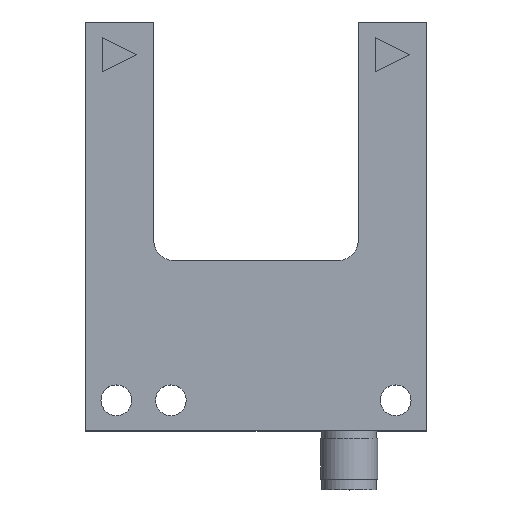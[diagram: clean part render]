
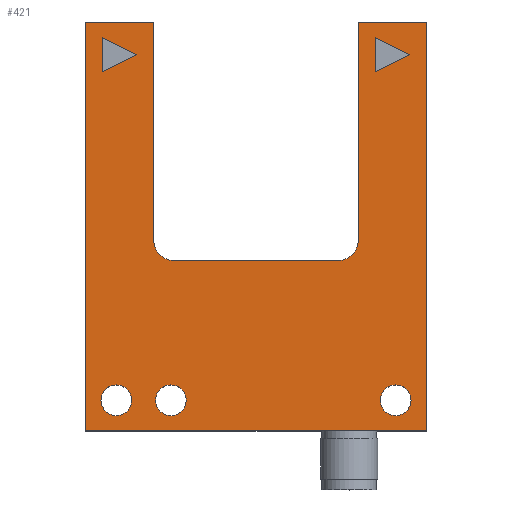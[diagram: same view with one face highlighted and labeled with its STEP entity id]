
A CAD part, top view. The second image highlights one B-rep face of the part: STEP entity #421.
In plain terms, the highlighted planar face has unit normal (0, 0, 1).
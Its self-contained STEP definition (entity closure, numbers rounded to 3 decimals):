
#165=EDGE_CURVE('',#463,#399,#464,.T.);
#167=EDGE_CURVE('',#466,#341,#467,.T.);
#175=VERTEX_POINT('',#478);
#179=EDGE_CURVE('',#483,#309,#484,.T.);
#183=EDGE_CURVE('',#225,#383,#489,.T.);
#187=EDGE_CURVE('',#255,#365,#494,.T.);
#213=EDGE_CURVE('',#423,#405,#526,.T.);
#225=VERTEX_POINT('',#544);
#241=EDGE_CURVE('',#281,#564,#565,.T.);
#245=EDGE_CURVE('',#405,#175,#569,.T.);
#255=VERTEX_POINT('',#581);
#263=VERTEX_POINT('',#591);
#273=EDGE_CURVE('',#309,#483,#603,.T.);
#281=VERTEX_POINT('',#613);
#291=EDGE_CURVE('',#564,#225,#626,.T.);
#297=EDGE_CURVE('',#263,#255,#633,.T.);
#309=VERTEX_POINT('',#650);
#317=EDGE_CURVE('',#383,#263,#660,.T.);
#321=EDGE_CURVE('',#345,#281,#664,.T.);
#341=VERTEX_POINT('',#687);
#345=VERTEX_POINT('',#691);
#359=EDGE_CURVE('',#341,#466,#708,.T.);
#365=VERTEX_POINT('',#719);
#383=VERTEX_POINT('',#742);
#399=VERTEX_POINT('',#759);
#405=VERTEX_POINT('',#766);
#421=ADVANCED_FACE('',(#785,#786,#787,#788,#789,#790),#791,.T.);
#423=VERTEX_POINT('',#793);
#425=EDGE_CURVE('',#175,#795,#796,.T.);
#439=EDGE_CURVE('',#365,#423,#815,.T.);
#441=EDGE_CURVE('',#399,#463,#817,.T.);
#445=EDGE_CURVE('',#795,#345,#821,.T.);
#463=VERTEX_POINT('',#830);
#464=CIRCLE('',#831,2.25);
#466=VERTEX_POINT('',#834);
#467=CIRCLE('',#835,2.25);
#478=CARTESIAN_POINT('',(-15.0,2.326,5.));
#483=VERTEX_POINT('',#854);
#484=CIRCLE('',#855,2.25);
#489=LINE('',#862,#863);
#494=LINE('',#870,#871);
#526=LINE('',#912,#913);
#544=CARTESIAN_POINT('',(15.0,2.326,5.));
#564=VERTEX_POINT('',#957);
#565=CIRCLE('',#958,3.0);
#569=LINE('',#963,#964);
#581=CARTESIAN_POINT('',(25.0,-25.674,5.));
#591=CARTESIAN_POINT('',(25.0,34.326,5.));
#603=CIRCLE('',#1005,2.25);
#613=CARTESIAN_POINT('',(12.0,-0.674,5.));
#626=CIRCLE('',#1033,3.0);
#633=LINE('',#1043,#1044);
#650=CARTESIAN_POINT('',(18.25,-21.174,5.));
#660=LINE('',#1074,#1075);
#664=LINE('',#1081,#1082);
#687=CARTESIAN_POINT('',(-22.75,-21.174,5.));
#691=CARTESIAN_POINT('',(-12.0,-0.674,5.));
#708=CIRCLE('',#1135,2.25);
#719=CARTESIAN_POINT('',(-25.0,-25.674,5.));
#742=CARTESIAN_POINT('',(15.0,34.326,5.));
#759=CARTESIAN_POINT('',(-14.75,-21.174,5.));
#766=CARTESIAN_POINT('',(-15.0,34.326,5.));
#785=FACE_BOUND('',#1228,.T.);
#786=FACE_BOUND('',#1229,.T.);
#787=FACE_OUTER_BOUND('',#1230,.T.);
#788=FACE_BOUND('',#1231,.T.);
#789=FACE_BOUND('',#1232,.T.);
#790=FACE_BOUND('',#1233,.T.);
#791=PLANE('',#1234);
#793=CARTESIAN_POINT('',(-25.0,34.326,5.));
#795=VERTEX_POINT('',#1239);
#796=CIRCLE('',#1240,3.0);
#815=LINE('',#1261,#1262);
#817=CIRCLE('',#1265,2.25);
#821=CIRCLE('',#1272,3.0);
#830=CARTESIAN_POINT('',(-10.25,-21.174,5.));
#831=AXIS2_PLACEMENT_3D('',#1274,#1275,#1276);
#834=CARTESIAN_POINT('',(-18.25,-21.174,5.));
#835=AXIS2_PLACEMENT_3D('',#1277,#1278,#1279);
#854=CARTESIAN_POINT('',(22.75,-21.174,5.));
#855=AXIS2_PLACEMENT_3D('',#1302,#1303,#1304);
#862=CARTESIAN_POINT('',(15.0,2.326,5.));
#863=VECTOR('',#1308,1.0);
#870=CARTESIAN_POINT('',(25.0,-25.674,5.));
#871=VECTOR('',#1312,1.0);
#912=CARTESIAN_POINT('',(-25.0,34.326,5.));
#913=VECTOR('',#1360,1.0);
#957=CARTESIAN_POINT('',(14.121,0.205,5.));
#958=AXIS2_PLACEMENT_3D('',#1426,#1427,#1428);
#963=CARTESIAN_POINT('',(-15.0,34.326,5.));
#964=VECTOR('',#1429,1.0);
#1005=AXIS2_PLACEMENT_3D('',#1468,#1469,#1470);
#1033=AXIS2_PLACEMENT_3D('',#1502,#1503,#1504);
#1043=CARTESIAN_POINT('',(25.0,34.326,5.));
#1044=VECTOR('',#1514,1.0);
#1074=CARTESIAN_POINT('',(15.0,34.326,5.));
#1075=VECTOR('',#1561,1.0);
#1081=CARTESIAN_POINT('',(-12.0,-0.674,5.));
#1082=VECTOR('',#1565,1.0);
#1135=AXIS2_PLACEMENT_3D('',#1622,#1623,#1624);
#1228=EDGE_LOOP('',(#1738,#1739,#1740));
#1229=EDGE_LOOP('',(#1741,#1742,#1743));
#1230=EDGE_LOOP('',(#1744,#1745,#1746,#1747,#1748,#1749,#1750,#1751,#1752,#1753,#1754,#1755));
#1231=EDGE_LOOP('',(#1756,#1757));
#1232=EDGE_LOOP('',(#1758,#1759));
#1233=EDGE_LOOP('',(#1760,#1761));
#1234=AXIS2_PLACEMENT_3D('',#1762,#1763,#1764);
#1239=CARTESIAN_POINT('',(-14.121,0.205,5.));
#1240=AXIS2_PLACEMENT_3D('',#1765,#1766,#1767);
#1261=CARTESIAN_POINT('',(-25.0,-25.674,5.));
#1262=VECTOR('',#1799,1.0);
#1265=AXIS2_PLACEMENT_3D('',#1800,#1801,#1802);
#1272=AXIS2_PLACEMENT_3D('',#1804,#1805,#1806);
#1274=CARTESIAN_POINT('',(-12.5,-21.174,5.));
#1275=DIRECTION('',(0.0,0.0,-1.0));
#1276=DIRECTION('',(1.0,0.0,0.0));
#1277=CARTESIAN_POINT('',(-20.5,-21.174,5.));
#1278=DIRECTION('',(0.0,0.0,-1.0));
#1279=DIRECTION('',(1.0,0.0,0.0));
#1302=CARTESIAN_POINT('',(20.5,-21.174,5.));
#1303=DIRECTION('',(0.0,0.0,-1.0));
#1304=DIRECTION('',(1.0,0.0,0.0));
#1308=DIRECTION('',(0.0,1.0,0.0));
#1312=DIRECTION('',(-1.0,0.0,0.0));
#1360=DIRECTION('',(1.0,0.0,0.0));
#1426=CARTESIAN_POINT('',(12.0,2.326,5.));
#1427=DIRECTION('',(0.0,0.0,1.0));
#1428=DIRECTION('',(0.707,-0.707,0.0));
#1429=DIRECTION('',(0.0,-1.0,0.0));
#1468=CARTESIAN_POINT('',(20.5,-21.174,5.));
#1469=DIRECTION('',(0.0,0.0,-1.0));
#1470=DIRECTION('',(1.0,0.0,0.0));
#1502=CARTESIAN_POINT('',(12.0,2.326,5.));
#1503=DIRECTION('',(0.0,0.0,1.0));
#1504=DIRECTION('',(0.707,-0.707,0.0));
#1514=DIRECTION('',(0.0,-1.0,0.0));
#1561=DIRECTION('',(1.0,0.0,0.0));
#1565=DIRECTION('',(1.0,0.0,0.0));
#1622=CARTESIAN_POINT('',(-20.5,-21.174,5.));
#1623=DIRECTION('',(0.0,0.0,-1.0));
#1624=DIRECTION('',(1.0,0.0,0.0));
#1738=ORIENTED_EDGE('',*,*,#1820,.T.);
#1739=ORIENTED_EDGE('',*,*,#1893,.T.);
#1740=ORIENTED_EDGE('',*,*,#1815,.T.);
#1741=ORIENTED_EDGE('',*,*,#1877,.T.);
#1742=ORIENTED_EDGE('',*,*,#1850,.T.);
#1743=ORIENTED_EDGE('',*,*,#1887,.T.);
#1744=ORIENTED_EDGE('',*,*,#213,.F.);
#1745=ORIENTED_EDGE('',*,*,#439,.F.);
#1746=ORIENTED_EDGE('',*,*,#187,.F.);
#1747=ORIENTED_EDGE('',*,*,#297,.F.);
#1748=ORIENTED_EDGE('',*,*,#317,.F.);
#1749=ORIENTED_EDGE('',*,*,#183,.F.);
#1750=ORIENTED_EDGE('',*,*,#291,.F.);
#1751=ORIENTED_EDGE('',*,*,#241,.F.);
#1752=ORIENTED_EDGE('',*,*,#321,.F.);
#1753=ORIENTED_EDGE('',*,*,#445,.F.);
#1754=ORIENTED_EDGE('',*,*,#425,.F.);
#1755=ORIENTED_EDGE('',*,*,#245,.F.);
#1756=ORIENTED_EDGE('',*,*,#273,.T.);
#1757=ORIENTED_EDGE('',*,*,#179,.T.);
#1758=ORIENTED_EDGE('',*,*,#441,.T.);
#1759=ORIENTED_EDGE('',*,*,#165,.T.);
#1760=ORIENTED_EDGE('',*,*,#359,.T.);
#1761=ORIENTED_EDGE('',*,*,#167,.T.);
#1762=CARTESIAN_POINT('',(0.0,3.768,5.));
#1763=DIRECTION('',(0.0,0.0,1.0));
#1764=DIRECTION('',(1.0,0.0,0.0));
#1765=CARTESIAN_POINT('',(-12.0,2.326,5.));
#1766=DIRECTION('',(0.0,0.0,1.0));
#1767=DIRECTION('',(-0.707,-0.707,0.0));
#1799=DIRECTION('',(0.0,1.0,0.0));
#1800=CARTESIAN_POINT('',(-12.5,-21.174,5.));
#1801=DIRECTION('',(0.0,0.0,-1.0));
#1802=DIRECTION('',(1.0,0.0,0.0));
#1804=CARTESIAN_POINT('',(-12.0,2.326,5.));
#1805=DIRECTION('',(0.0,0.0,1.0));
#1806=DIRECTION('',(-0.707,-0.707,0.0));
#1815=EDGE_CURVE('',#1913,#1914,#1915,.T.);
#1820=EDGE_CURVE('',#1914,#1922,#1923,.T.);
#1850=EDGE_CURVE('',#1965,#1966,#1967,.T.);
#1877=EDGE_CURVE('',#1994,#1965,#1995,.T.);
#1887=EDGE_CURVE('',#1966,#1994,#2005,.T.);
#1893=EDGE_CURVE('',#1922,#1913,#2011,.T.);
#1913=VERTEX_POINT('',#2035);
#1914=VERTEX_POINT('',#2036);
#1915=LINE('',#2037,#2038);
#1922=VERTEX_POINT('',#2048);
#1923=LINE('',#2049,#2050);
#1965=VERTEX_POINT('',#2103);
#1966=VERTEX_POINT('',#2104);
#1967=LINE('',#2105,#2106);
#1994=VERTEX_POINT('',#2143);
#1995=LINE('',#2144,#2145);
#2005=LINE('',#2159,#2160);
#2011=LINE('',#2166,#2167);
#2035=CARTESIAN_POINT('',(17.5,27.0,5.));
#2036=CARTESIAN_POINT('',(17.5,32.0,5.));
#2037=CARTESIAN_POINT('',(17.5,15.384,5.));
#2038=VECTOR('',#2184,1.0);
#2048=CARTESIAN_POINT('',(22.5,29.5,5.));
#2049=CARTESIAN_POINT('',(16.146,32.677,5.));
#2050=VECTOR('',#2188,1.0);
#2103=CARTESIAN_POINT('',(-17.5,29.5,5.));
#2104=CARTESIAN_POINT('',(-22.5,27.0,5.));
#2105=CARTESIAN_POINT('',(-15.646,30.427,5.));
#2106=VECTOR('',#2224,1.0);
#2143=CARTESIAN_POINT('',(-22.5,32.0,5.));
#2144=CARTESIAN_POINT('',(-7.854,24.677,5.));
#2145=VECTOR('',#2238,1.0);
#2159=CARTESIAN_POINT('',(-22.5,15.384,5.));
#2160=VECTOR('',#2243,1.0);
#2166=CARTESIAN_POINT('',(8.354,22.427,5.));
#2167=VECTOR('',#2244,1.0);
#2184=DIRECTION('',(0.0,1.0,0.0));
#2188=DIRECTION('',(0.894,-0.447,0.0));
#2224=DIRECTION('',(-0.894,-0.447,0.0));
#2238=DIRECTION('',(0.894,-0.447,0.0));
#2243=DIRECTION('',(0.0,1.0,0.0));
#2244=DIRECTION('',(-0.894,-0.447,0.0));
